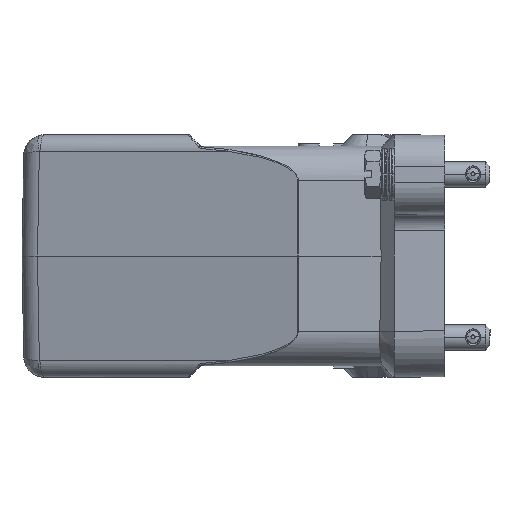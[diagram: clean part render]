
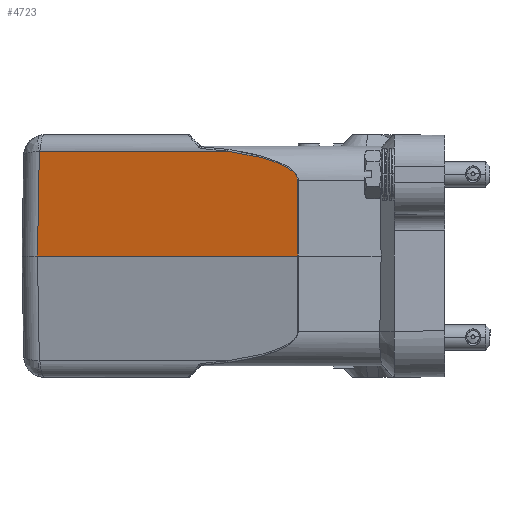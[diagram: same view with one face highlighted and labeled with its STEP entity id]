
A CAD part, left-side view. The second image highlights one B-rep face of the part: STEP entity #4723.
In plain terms, the highlighted planar face has unit normal (-0.966, 0.259, 0.018).
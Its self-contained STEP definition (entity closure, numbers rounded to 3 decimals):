
#512=PLANE('',#14038);
#1334=FACE_OUTER_BOUND('',#5574,.T.);
#1984=B_SPLINE_CURVE_WITH_KNOTS('',3,(#24664,#24665,#24666,#24667,#24668,
#24669,#24670,#24671,#24672,#24673,#24674,#24675,#24676,#24677,#24678,#24679,
#24680,#24681,#24682,#24683),.UNSPECIFIED.,.F.,.F.,(4,2,2,2,2,2,2,2,2,4),
(0.,0.25,0.5,0.625,0.75,0.813,0.875,0.938,0.969,1.),
 .UNSPECIFIED.);
#2031=B_SPLINE_CURVE_WITH_KNOTS('',3,(#25865,#25866,#25867,#25868),
 .UNSPECIFIED.,.F.,.F.,(4,4),(0.,1.),.UNSPECIFIED.);
#2855=LINE('',#24772,#3827);
#3011=LINE('',#25851,#3983);
#3012=LINE('',#25870,#3984);
#3013=LINE('',#25872,#3985);
#3827=VECTOR('',#15894,1.);
#3983=VECTOR('',#16242,1.);
#3984=VECTOR('',#16245,1.);
#3985=VECTOR('',#16246,1.);
#4723=ADVANCED_FACE('NONE',(#1334),#512,.T.);
#5574=EDGE_LOOP('',(#8135,#8136,#8137,#8138,#8139,#8140));
#8135=ORIENTED_EDGE('',*,*,#12457,.F.);
#8136=ORIENTED_EDGE('',*,*,#12458,.T.);
#8137=ORIENTED_EDGE('',*,*,#12459,.T.);
#8138=ORIENTED_EDGE('',*,*,#12244,.F.);
#8139=ORIENTED_EDGE('',*,*,#12243,.F.);
#8140=ORIENTED_EDGE('',*,*,#12455,.T.);
#10644=VERTEX_POINT('',#24625);
#10646=VERTEX_POINT('',#24663);
#10647=VERTEX_POINT('',#24773);
#10755=VERTEX_POINT('',#25850);
#10756=VERTEX_POINT('',#25869);
#10757=VERTEX_POINT('',#25871);
#12243=EDGE_CURVE('NONE',#10644,#10646,#1984,.T.);
#12244=EDGE_CURVE('NONE',#10646,#10647,#2855,.T.);
#12455=EDGE_CURVE('NONE',#10644,#10755,#3011,.T.);
#12457=EDGE_CURVE('NONE',#10756,#10755,#2031,.T.);
#12458=EDGE_CURVE('NONE',#10756,#10757,#3012,.T.);
#12459=EDGE_CURVE('NONE',#10757,#10647,#3013,.T.);
#14038=AXIS2_PLACEMENT_3D('',#25873,#16247,#16248);
#15894=DIRECTION('',(-0.017,0.002,-1.));
#16242=DIRECTION('',(0.259,0.966,0.));
#16245=DIRECTION('',(-0.013,0.017,-1.));
#16246=DIRECTION('',(-0.259,-0.966,0.));
#16247=DIRECTION('',(-0.966,0.259,0.017));
#16248=DIRECTION('',(-0.259,-0.966,0.));
#24625=CARTESIAN_POINT('',(-46.529,51.861,25.07));
#24663=CARTESIAN_POINT('',(-51.17,35.022,17.948));
#24664=CARTESIAN_POINT('',(-46.529,51.861,25.07));
#24665=CARTESIAN_POINT('',(-46.957,50.278,24.872));
#24666=CARTESIAN_POINT('',(-47.384,48.7,24.629));
#24667=CARTESIAN_POINT('',(-48.235,45.566,24.024));
#24668=CARTESIAN_POINT('',(-48.658,44.01,23.663));
#24669=CARTESIAN_POINT('',(-49.285,41.716,22.977));
#24670=CARTESIAN_POINT('',(-49.493,40.958,22.724));
#24671=CARTESIAN_POINT('',(-49.902,39.469,22.146));
#24672=CARTESIAN_POINT('',(-50.104,38.737,21.823));
#24673=CARTESIAN_POINT('',(-50.397,37.684,21.249));
#24674=CARTESIAN_POINT('',(-50.492,37.341,21.042));
#24675=CARTESIAN_POINT('',(-50.677,36.683,20.587));
#24676=CARTESIAN_POINT('',(-50.766,36.367,20.338));
#24677=CARTESIAN_POINT('',(-50.93,35.792,19.778));
#24678=CARTESIAN_POINT('',(-51.006,35.531,19.465));
#24679=CARTESIAN_POINT('',(-51.094,35.24,18.933));
#24680=CARTESIAN_POINT('',(-51.118,35.16,18.745));
#24681=CARTESIAN_POINT('',(-51.155,35.051,18.355));
#24682=CARTESIAN_POINT('',(-51.166,35.022,18.152));
#24683=CARTESIAN_POINT('',(-51.17,35.022,17.948));
#24772=CARTESIAN_POINT('',(-51.165,35.022,18.241));
#24773=CARTESIAN_POINT('',(-51.483,35.064,0.));
#25850=CARTESIAN_POINT('',(-34.537,96.615,25.07));
#25851=CARTESIAN_POINT('',(-33.393,100.887,25.07));
#25865=CARTESIAN_POINT('',(-34.473,96.857,25.04));
#25866=CARTESIAN_POINT('',(-34.494,96.778,25.06));
#25867=CARTESIAN_POINT('',(-34.515,96.697,25.07));
#25868=CARTESIAN_POINT('',(-34.537,96.615,25.07));
#25869=CARTESIAN_POINT('',(-34.473,96.857,25.04));
#25870=CARTESIAN_POINT('',(-34.473,96.857,25.04));
#25871=CARTESIAN_POINT('',(-34.808,97.295,0.));
#25872=CARTESIAN_POINT('',(-33.815,101.,0.));
#25873=CARTESIAN_POINT('',(-33.815,101.,0.));
